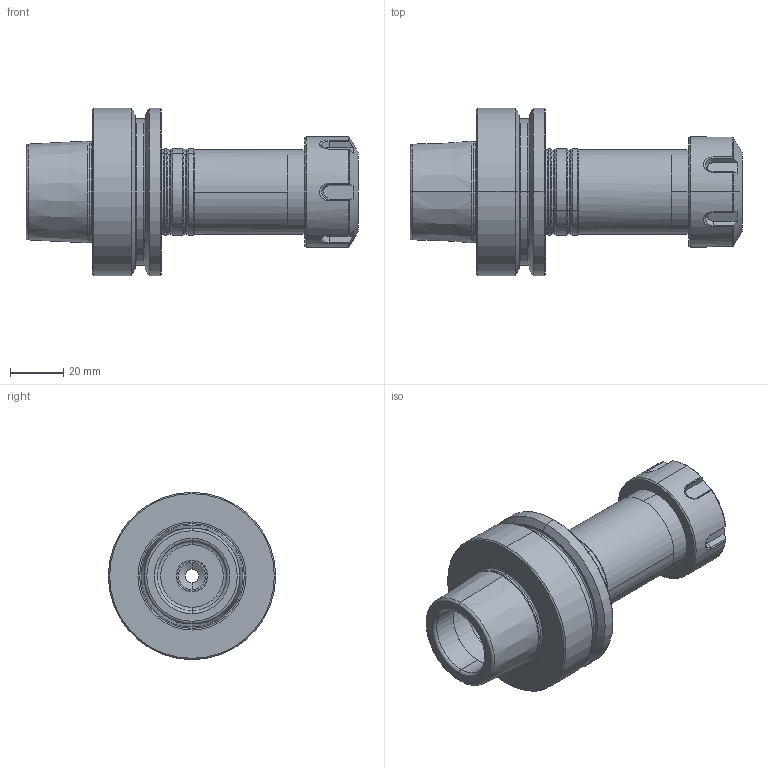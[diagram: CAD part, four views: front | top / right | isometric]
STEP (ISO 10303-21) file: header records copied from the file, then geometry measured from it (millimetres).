
FILE_DESCRIPTION(('HOOPS Exchange Step'),'2;1');
FILE_NAME('export-D4A417B3-5142-4C24-BC5B-A9588162EC50.stp','2022-01-24T15:39:37+01:00',('Engineering'),('Alibre'),'HOOPS Exchange 2021.0','Alibre','Unknown authorisation');
FILE_SCHEMA( ('AP242_MANAGED_MODEL_BASED_3D_ENGINEERING_MIM_LF {1 0 10303 442 1 1 4 }') );
Length unit declared in the file: millimetre
Products named in the file (3): 5816-1 HSK-F63 ER 25 x 100H Toolholder + Balanced Nut BODY; 5816-2 HSK-F63 ER 25 x 100H Toolholder + Balanced Nut ER NUT; 5816 HSK-F63 ER 25 x 100H Toolholder + Balanced Nut
Assembly tree (2 placements, depth 2):
  5816 HSK-F63 ER 25 x 100H Toolholder + Balanced Nut
    5816-1 HSK-F63 ER 25 x 100H Toolholder + Balanced Nut BODY
    5816-2 HSK-F63 ER 25 x 100H Toolholder + Balanced Nut ER NUT
Bounding box: 125 x 63 x 63 mm (x, y, z)
Volume: 126100 mm3; surface area: 34472 mm2
Topology: 2 solids, 2 shells, 202 faces, 449 edges, 261 vertices
Faces by surface type: cone 68, cylinder 46, plane 44, torus 44
Entity records: 5887 total; most frequent: CARTESIAN_POINT 1232, DIRECTION 1066, ORIENTED_EDGE 898, AXIS2_PLACEMENT_3D 455, EDGE_CURVE 449, VERTEX_POINT 261, CIRCLE 245, EDGE_LOOP 216
